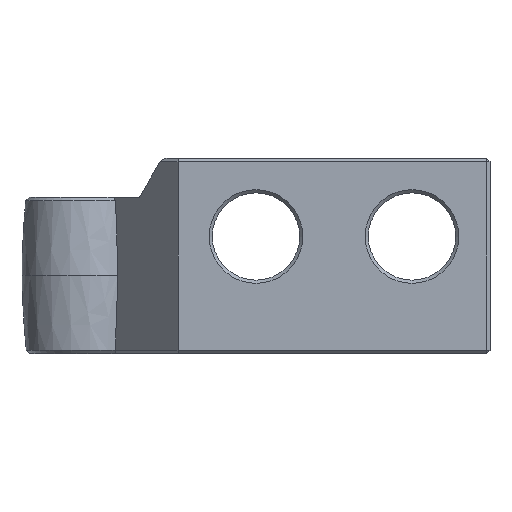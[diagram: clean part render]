
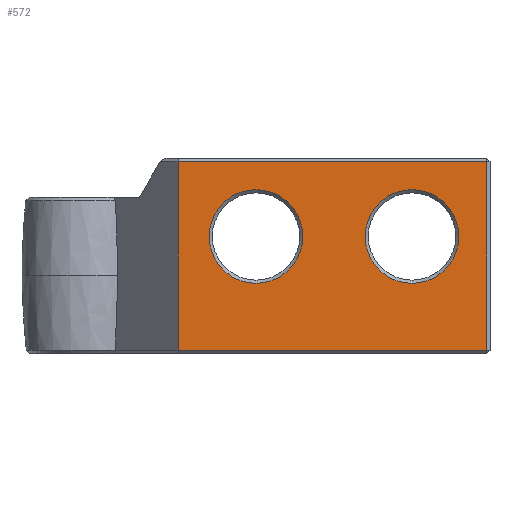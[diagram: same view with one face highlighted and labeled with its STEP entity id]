
A CAD part, front view. The second image highlights one B-rep face of the part: STEP entity #572.
In plain terms, the highlighted planar face has unit normal (0, -1, 0).
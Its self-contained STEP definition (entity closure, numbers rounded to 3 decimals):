
#32 = PLANE('',#33);
#33 = AXIS2_PLACEMENT_3D('',#34,#35,#36);
#34 = CARTESIAN_POINT('',(2.281,-2.737,0.));
#35 = DIRECTION('',(0.768,0.64,0.));
#36 = DIRECTION('',(0.64,-0.768,0.));
#235 = VERTEX_POINT('',#236);
#236 = CARTESIAN_POINT('',(7.813,-9.375,15.375));
#262 = EDGE_CURVE('',#263,#235,#265,.T.);
#263 = VERTEX_POINT('',#264);
#264 = CARTESIAN_POINT('',(7.813,-9.375,0.25));
#265 = SURFACE_CURVE('',#266,(#270,#277),.PCURVE_S1.);
#266 = LINE('',#267,#268);
#267 = CARTESIAN_POINT('',(7.813,-9.375,0.));
#268 = VECTOR('',#269,1.);
#269 = DIRECTION('',(0.,0.,1.));
#270 = PCURVE('',#32,#271);
#271 = DEFINITIONAL_REPRESENTATION('',(#272),#276);
#272 = LINE('',#273,#274);
#273 = CARTESIAN_POINT('',(8.641,0.));
#274 = VECTOR('',#275,1.);
#275 = DIRECTION('',(0.,-1.));
#276 = ( GEOMETRIC_REPRESENTATION_CONTEXT(2) 
PARAMETRIC_REPRESENTATION_CONTEXT() REPRESENTATION_CONTEXT('2D SPACE',''
  ) );
#277 = PCURVE('',#278,#283);
#278 = PLANE('',#279);
#279 = AXIS2_PLACEMENT_3D('',#280,#281,#282);
#280 = CARTESIAN_POINT('',(32.813,-9.375,0.));
#281 = DIRECTION('',(0.,-1.,0.));
#282 = DIRECTION('',(-1.,0.,0.));
#283 = DEFINITIONAL_REPRESENTATION('',(#284),#288);
#284 = LINE('',#285,#286);
#285 = CARTESIAN_POINT('',(25.,0.));
#286 = VECTOR('',#287,1.);
#287 = DIRECTION('',(0.,-1.));
#288 = ( GEOMETRIC_REPRESENTATION_CONTEXT(2) 
PARAMETRIC_REPRESENTATION_CONTEXT() REPRESENTATION_CONTEXT('2D SPACE',''
  ) );
#480 = PLANE('',#481);
#481 = AXIS2_PLACEMENT_3D('',#482,#483,#484);
#482 = CARTESIAN_POINT('',(32.813,-9.25,0.125));
#483 = DIRECTION('',(0.,-0.707,-0.707
    ));
#484 = DIRECTION('',(1.,0.,0.));
#572 = ADVANCED_FACE('',(#573,#653,#684),#278,.T.);
#573 = FACE_BOUND('',#574,.T.);
#574 = EDGE_LOOP('',(#575,#576,#599,#627));
#575 = ORIENTED_EDGE('',*,*,#262,.F.);
#576 = ORIENTED_EDGE('',*,*,#577,.F.);
#577 = EDGE_CURVE('',#578,#263,#580,.T.);
#578 = VERTEX_POINT('',#579);
#579 = CARTESIAN_POINT('',(32.563,-9.375,0.25));
#580 = SURFACE_CURVE('',#581,(#585,#592),.PCURVE_S1.);
#581 = LINE('',#582,#583);
#582 = CARTESIAN_POINT('',(32.813,-9.375,0.25));
#583 = VECTOR('',#584,1.);
#584 = DIRECTION('',(-1.,0.,0.));
#585 = PCURVE('',#278,#586);
#586 = DEFINITIONAL_REPRESENTATION('',(#587),#591);
#587 = LINE('',#588,#589);
#588 = CARTESIAN_POINT('',(0.,-0.25));
#589 = VECTOR('',#590,1.);
#590 = DIRECTION('',(1.,0.));
#591 = ( GEOMETRIC_REPRESENTATION_CONTEXT(2) 
PARAMETRIC_REPRESENTATION_CONTEXT() REPRESENTATION_CONTEXT('2D SPACE',''
  ) );
#592 = PCURVE('',#480,#593);
#593 = DEFINITIONAL_REPRESENTATION('',(#594),#598);
#594 = LINE('',#595,#596);
#595 = CARTESIAN_POINT('',(-0.,0.177));
#596 = VECTOR('',#597,1.);
#597 = DIRECTION('',(-1.,0.));
#598 = ( GEOMETRIC_REPRESENTATION_CONTEXT(2) 
PARAMETRIC_REPRESENTATION_CONTEXT() REPRESENTATION_CONTEXT('2D SPACE',''
  ) );
#599 = ORIENTED_EDGE('',*,*,#600,.T.);
#600 = EDGE_CURVE('',#578,#601,#603,.T.);
#601 = VERTEX_POINT('',#602);
#602 = CARTESIAN_POINT('',(32.563,-9.375,15.375));
#603 = SURFACE_CURVE('',#604,(#608,#615),.PCURVE_S1.);
#604 = LINE('',#605,#606);
#605 = CARTESIAN_POINT('',(32.563,-9.375,0.));
#606 = VECTOR('',#607,1.);
#607 = DIRECTION('',(0.,0.,1.));
#608 = PCURVE('',#278,#609);
#609 = DEFINITIONAL_REPRESENTATION('',(#610),#614);
#610 = LINE('',#611,#612);
#611 = CARTESIAN_POINT('',(0.25,0.));
#612 = VECTOR('',#613,1.);
#613 = DIRECTION('',(0.,-1.));
#614 = ( GEOMETRIC_REPRESENTATION_CONTEXT(2) 
PARAMETRIC_REPRESENTATION_CONTEXT() REPRESENTATION_CONTEXT('2D SPACE',''
  ) );
#615 = PCURVE('',#616,#621);
#616 = PLANE('',#617);
#617 = AXIS2_PLACEMENT_3D('',#618,#619,#620);
#618 = CARTESIAN_POINT('',(32.688,-9.25,0.));
#619 = DIRECTION('',(0.707,-0.707,0.)
  );
#620 = DIRECTION('',(0.,0.,-1.));
#621 = DEFINITIONAL_REPRESENTATION('',(#622),#626);
#622 = LINE('',#623,#624);
#623 = CARTESIAN_POINT('',(0.,-0.177));
#624 = VECTOR('',#625,1.);
#625 = DIRECTION('',(-1.,0.));
#626 = ( GEOMETRIC_REPRESENTATION_CONTEXT(2) 
PARAMETRIC_REPRESENTATION_CONTEXT() REPRESENTATION_CONTEXT('2D SPACE',''
  ) );
#627 = ORIENTED_EDGE('',*,*,#628,.T.);
#628 = EDGE_CURVE('',#601,#235,#629,.T.);
#629 = SURFACE_CURVE('',#630,(#634,#641),.PCURVE_S1.);
#630 = LINE('',#631,#632);
#631 = CARTESIAN_POINT('',(32.813,-9.375,15.375));
#632 = VECTOR('',#633,1.);
#633 = DIRECTION('',(-1.,0.,0.));
#634 = PCURVE('',#278,#635);
#635 = DEFINITIONAL_REPRESENTATION('',(#636),#640);
#636 = LINE('',#637,#638);
#637 = CARTESIAN_POINT('',(0.,-15.375));
#638 = VECTOR('',#639,1.);
#639 = DIRECTION('',(1.,0.));
#640 = ( GEOMETRIC_REPRESENTATION_CONTEXT(2) 
PARAMETRIC_REPRESENTATION_CONTEXT() REPRESENTATION_CONTEXT('2D SPACE',''
  ) );
#641 = PCURVE('',#642,#647);
#642 = PLANE('',#643);
#643 = AXIS2_PLACEMENT_3D('',#644,#645,#646);
#644 = CARTESIAN_POINT('',(32.813,-9.25,15.5));
#645 = DIRECTION('',(0.,-0.707,0.707)
  );
#646 = DIRECTION('',(1.,0.,0.));
#647 = DEFINITIONAL_REPRESENTATION('',(#648),#652);
#648 = LINE('',#649,#650);
#649 = CARTESIAN_POINT('',(0.,-0.177));
#650 = VECTOR('',#651,1.);
#651 = DIRECTION('',(-1.,0.));
#652 = ( GEOMETRIC_REPRESENTATION_CONTEXT(2) 
PARAMETRIC_REPRESENTATION_CONTEXT() REPRESENTATION_CONTEXT('2D SPACE',''
  ) );
#653 = FACE_BOUND('',#654,.T.);
#654 = EDGE_LOOP('',(#655));
#655 = ORIENTED_EDGE('',*,*,#656,.F.);
#656 = EDGE_CURVE('',#657,#657,#659,.T.);
#657 = VERTEX_POINT('',#658);
#658 = CARTESIAN_POINT('',(17.813,-9.375,9.375));
#659 = SURFACE_CURVE('',#660,(#665,#672),.PCURVE_S1.);
#660 = CIRCLE('',#661,3.75);
#661 = AXIS2_PLACEMENT_3D('',#662,#663,#664);
#662 = CARTESIAN_POINT('',(14.063,-9.375,9.375));
#663 = DIRECTION('',(0.,-1.,0.));
#664 = DIRECTION('',(1.,0.,0.));
#665 = PCURVE('',#278,#666);
#666 = DEFINITIONAL_REPRESENTATION('',(#667),#671);
#667 = CIRCLE('',#668,3.75);
#668 = AXIS2_PLACEMENT_2D('',#669,#670);
#669 = CARTESIAN_POINT('',(18.75,-9.375));
#670 = DIRECTION('',(-1.,0.));
#671 = ( GEOMETRIC_REPRESENTATION_CONTEXT(2) 
PARAMETRIC_REPRESENTATION_CONTEXT() REPRESENTATION_CONTEXT('2D SPACE',''
  ) );
#672 = PCURVE('',#673,#678);
#673 = CONICAL_SURFACE('',#674,3.5,0.785);
#674 = AXIS2_PLACEMENT_3D('',#675,#676,#677);
#675 = CARTESIAN_POINT('',(14.063,-9.125,9.375));
#676 = DIRECTION('',(0.,-1.,0.));
#677 = DIRECTION('',(1.,0.,0.));
#678 = DEFINITIONAL_REPRESENTATION('',(#679),#683);
#679 = LINE('',#680,#681);
#680 = CARTESIAN_POINT('',(-0.,0.25));
#681 = VECTOR('',#682,1.);
#682 = DIRECTION('',(1.,-0.));
#683 = ( GEOMETRIC_REPRESENTATION_CONTEXT(2) 
PARAMETRIC_REPRESENTATION_CONTEXT() REPRESENTATION_CONTEXT('2D SPACE',''
  ) );
#684 = FACE_BOUND('',#685,.T.);
#685 = EDGE_LOOP('',(#686));
#686 = ORIENTED_EDGE('',*,*,#687,.F.);
#687 = EDGE_CURVE('',#688,#688,#690,.T.);
#688 = VERTEX_POINT('',#689);
#689 = CARTESIAN_POINT('',(30.313,-9.375,9.375));
#690 = SURFACE_CURVE('',#691,(#696,#703),.PCURVE_S1.);
#691 = CIRCLE('',#692,3.75);
#692 = AXIS2_PLACEMENT_3D('',#693,#694,#695);
#693 = CARTESIAN_POINT('',(26.563,-9.375,9.375));
#694 = DIRECTION('',(0.,-1.,0.));
#695 = DIRECTION('',(1.,0.,0.));
#696 = PCURVE('',#278,#697);
#697 = DEFINITIONAL_REPRESENTATION('',(#698),#702);
#698 = CIRCLE('',#699,3.75);
#699 = AXIS2_PLACEMENT_2D('',#700,#701);
#700 = CARTESIAN_POINT('',(6.25,-9.375));
#701 = DIRECTION('',(-1.,0.));
#702 = ( GEOMETRIC_REPRESENTATION_CONTEXT(2) 
PARAMETRIC_REPRESENTATION_CONTEXT() REPRESENTATION_CONTEXT('2D SPACE',''
  ) );
#703 = PCURVE('',#704,#709);
#704 = CONICAL_SURFACE('',#705,3.5,0.785);
#705 = AXIS2_PLACEMENT_3D('',#706,#707,#708);
#706 = CARTESIAN_POINT('',(26.563,-9.125,9.375));
#707 = DIRECTION('',(0.,-1.,0.));
#708 = DIRECTION('',(1.,0.,0.));
#709 = DEFINITIONAL_REPRESENTATION('',(#710),#714);
#710 = LINE('',#711,#712);
#711 = CARTESIAN_POINT('',(-0.,0.25));
#712 = VECTOR('',#713,1.);
#713 = DIRECTION('',(1.,-0.));
#714 = ( GEOMETRIC_REPRESENTATION_CONTEXT(2) 
PARAMETRIC_REPRESENTATION_CONTEXT() REPRESENTATION_CONTEXT('2D SPACE',''
  ) );
